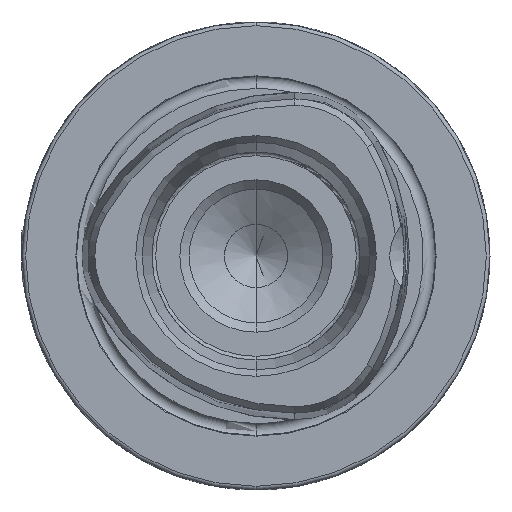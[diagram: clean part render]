
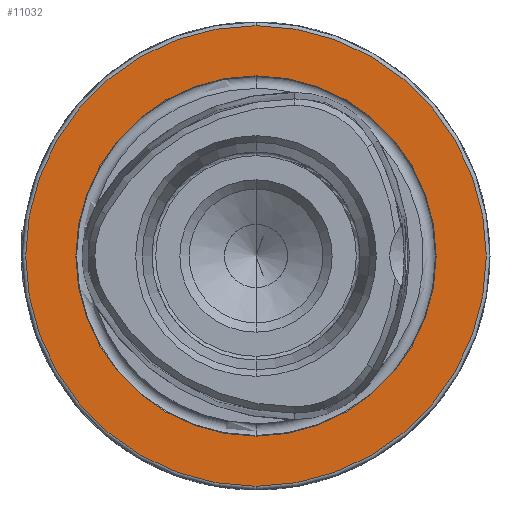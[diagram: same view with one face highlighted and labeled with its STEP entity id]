
A CAD part, left-side view. The second image highlights one B-rep face of the part: STEP entity #11032.
In plain terms, the highlighted planar face has unit normal (-1, 0, 0).
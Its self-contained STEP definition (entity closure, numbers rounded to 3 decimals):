
#481 = AXIS2_PLACEMENT_3D ( 'NONE', #7641, #7461, #8592 ) ;
#489 = CIRCLE ( 'NONE', #4658, 24.25 ) ;
#666 = EDGE_CURVE ( 'NONE', #5442, #2747, #489, .T. ) ;
#1929 = CARTESIAN_POINT ( 'NONE',  ( 0., 0., 0. ) ) ;
#2057 = DIRECTION ( 'NONE',  ( -1., 0., 0. ) ) ;
#2747 = VERTEX_POINT ( 'NONE', #9895 ) ;
#3013 = ORIENTED_EDGE ( 'NONE', *, *, #7774, .T. ) ;
#3375 = CARTESIAN_POINT ( 'NONE',  ( 0., 0., 31. ) ) ;
#3462 = AXIS2_PLACEMENT_3D ( 'NONE', #8864, #11830, #4144 ) ;
#4144 = DIRECTION ( 'NONE',  ( 0., 0., -1. ) ) ;
#4625 = DIRECTION ( 'NONE',  ( -1., 0., 0. ) ) ;
#4641 = EDGE_CURVE ( 'NONE', #5290, #5335, #9664, .T. ) ;
#4658 = AXIS2_PLACEMENT_3D ( 'NONE', #10390, #4625, #8392 ) ;
#4939 = CARTESIAN_POINT ( 'NONE',  ( 0., 0., 0. ) ) ;
#5047 = AXIS2_PLACEMENT_3D ( 'NONE', #4939, #11687, #11811 ) ;
#5243 = CARTESIAN_POINT ( 'NONE',  ( 0., 0., -24.25 ) ) ;
#5290 = VERTEX_POINT ( 'NONE', #7060 ) ;
#5313 = EDGE_LOOP ( 'NONE', ( #3013, #7323 ) ) ;
#5335 = VERTEX_POINT ( 'NONE', #3375 ) ;
#5442 = VERTEX_POINT ( 'NONE', #5243 ) ;
#5871 = DIRECTION ( 'NONE',  ( 0., 0., 1. ) ) ;
#5922 = ORIENTED_EDGE ( 'NONE', *, *, #6405, .F. ) ;
#5947 = PLANE ( 'NONE',  #3462 ) ;
#6405 = EDGE_CURVE ( 'NONE', #2747, #5442, #11419, .T. ) ;
#6828 = FACE_BOUND ( 'NONE', #7297, .T. ) ;
#7060 = CARTESIAN_POINT ( 'NONE',  ( 0., 0., -31. ) ) ;
#7297 = EDGE_LOOP ( 'NONE', ( #5922, #12235 ) ) ;
#7323 = ORIENTED_EDGE ( 'NONE', *, *, #4641, .T. ) ;
#7461 = DIRECTION ( 'NONE',  ( -1., 0., 0. ) ) ;
#7641 = CARTESIAN_POINT ( 'NONE',  ( 0., 0., 0. ) ) ;
#7645 = CIRCLE ( 'NONE', #481, 31. ) ;
#7774 = EDGE_CURVE ( 'NONE', #5335, #5290, #7645, .T. ) ;
#8392 = DIRECTION ( 'NONE',  ( 0., 0., 1. ) ) ;
#8592 = DIRECTION ( 'NONE',  ( 0., 0., 1. ) ) ;
#8864 = CARTESIAN_POINT ( 'NONE',  ( 0., 24.25, 0. ) ) ;
#9664 = CIRCLE ( 'NONE', #5047, 31. ) ;
#9679 = FACE_OUTER_BOUND ( 'NONE', #5313, .T. ) ;
#9895 = CARTESIAN_POINT ( 'NONE',  ( 0., 0., 24.25 ) ) ;
#10390 = CARTESIAN_POINT ( 'NONE',  ( 0., 0., 0. ) ) ;
#11032 = ADVANCED_FACE ( 'NONE', ( #6828, #9679 ), #5947, .F. ) ;
#11419 = CIRCLE ( 'NONE', #11763, 24.25 ) ;
#11687 = DIRECTION ( 'NONE',  ( -1., 0., 0. ) ) ;
#11763 = AXIS2_PLACEMENT_3D ( 'NONE', #1929, #2057, #5871 ) ;
#11811 = DIRECTION ( 'NONE',  ( 0., 0., 1. ) ) ;
#11830 = DIRECTION ( 'NONE',  ( 1., 0., 0. ) ) ;
#12235 = ORIENTED_EDGE ( 'NONE', *, *, #666, .F. ) ;
